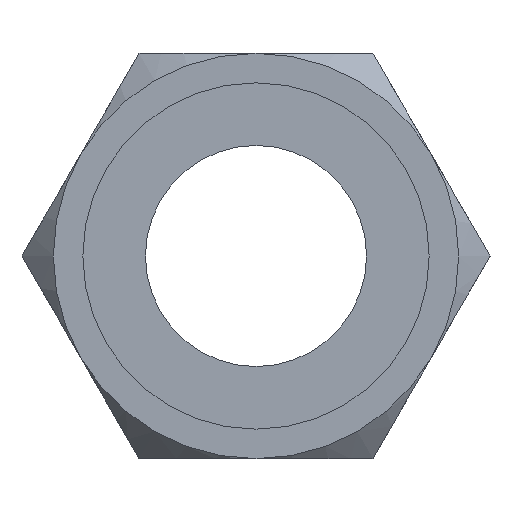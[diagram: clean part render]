
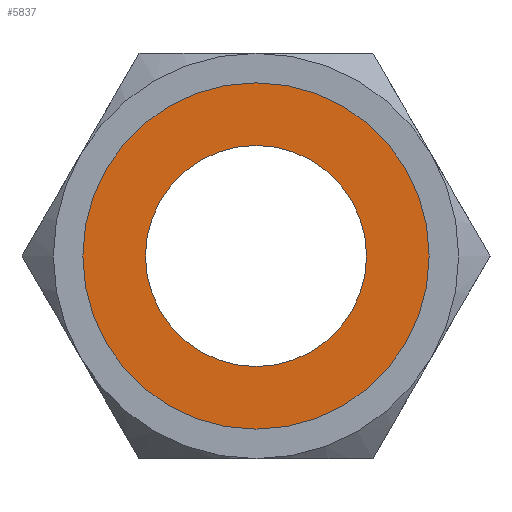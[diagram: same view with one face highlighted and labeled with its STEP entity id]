
A CAD part, left-side view. The second image highlights one B-rep face of the part: STEP entity #5837.
In plain terms, the highlighted planar face has unit normal (-1, 0, 0).
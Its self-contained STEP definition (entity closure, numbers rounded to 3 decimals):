
#20 = VERTEX_POINT ( 'NONE', #2646 ) ;
#211 = CIRCLE ( 'NONE', #4024, 4.7 ) ;
#272 = CARTESIAN_POINT ( 'NONE',  ( 0., 0., 4.7 ) ) ;
#385 = ORIENTED_EDGE ( 'NONE', *, *, #2014, .T. ) ;
#501 = CARTESIAN_POINT ( 'NONE',  ( 0., 0., 0. ) ) ;
#517 = CARTESIAN_POINT ( 'NONE',  ( 0., 0., 0. ) ) ;
#554 = CARTESIAN_POINT ( 'NONE',  ( 0., 0., 0. ) ) ;
#580 = DIRECTION ( 'NONE',  ( 0., 0., -1. ) ) ;
#589 = CIRCLE ( 'NONE', #4404, 3. ) ;
#1156 = FACE_OUTER_BOUND ( 'NONE', #4602, .T. ) ;
#1485 = DIRECTION ( 'NONE',  ( 1., 0., 0. ) ) ;
#1999 = EDGE_CURVE ( 'NONE', #20, #5808, #3053, .T. ) ;
#2014 = EDGE_CURVE ( 'NONE', #5808, #20, #589, .T. ) ;
#2121 = CARTESIAN_POINT ( 'NONE',  ( 0., 0., 0. ) ) ;
#2271 = ORIENTED_EDGE ( 'NONE', *, *, #1999, .T. ) ;
#2303 = DIRECTION ( 'NONE',  ( 0., 0., 1. ) ) ;
#2367 = DIRECTION ( 'NONE',  ( -1., 0., 0. ) ) ;
#2646 = CARTESIAN_POINT ( 'NONE',  ( 0., 0., 3. ) ) ;
#2801 = VERTEX_POINT ( 'NONE', #272 ) ;
#2850 = DIRECTION ( 'NONE',  ( 0., 0., -1. ) ) ;
#2903 = ORIENTED_EDGE ( 'NONE', *, *, #2965, .T. ) ;
#2965 = EDGE_CURVE ( 'NONE', #3424, #2801, #211, .T. ) ;
#3024 = EDGE_LOOP ( 'NONE', ( #2271, #385 ) ) ;
#3038 = PLANE ( 'NONE',  #4817 ) ;
#3053 = CIRCLE ( 'NONE', #5701, 3. ) ;
#3066 = CARTESIAN_POINT ( 'NONE',  ( 0., 0., -4.7 ) ) ;
#3103 = ORIENTED_EDGE ( 'NONE', *, *, #5600, .T. ) ;
#3379 = DIRECTION ( 'NONE',  ( 0., 0., 1. ) ) ;
#3424 = VERTEX_POINT ( 'NONE', #3066 ) ;
#3774 = DIRECTION ( 'NONE',  ( -1., 0., 0. ) ) ;
#4024 = AXIS2_PLACEMENT_3D ( 'NONE', #501, #2367, #2303 ) ;
#4404 = AXIS2_PLACEMENT_3D ( 'NONE', #5241, #4711, #580 ) ;
#4602 = EDGE_LOOP ( 'NONE', ( #3103, #2903 ) ) ;
#4711 = DIRECTION ( 'NONE',  ( 1., 0., 0. ) ) ;
#4817 = AXIS2_PLACEMENT_3D ( 'NONE', #2121, #5874, #5405 ) ;
#4927 = AXIS2_PLACEMENT_3D ( 'NONE', #554, #3774, #3379 ) ;
#5241 = CARTESIAN_POINT ( 'NONE',  ( 0., 0., 0. ) ) ;
#5405 = DIRECTION ( 'NONE',  ( 0., 0., -1. ) ) ;
#5438 = CARTESIAN_POINT ( 'NONE',  ( 0., 0., -3. ) ) ;
#5600 = EDGE_CURVE ( 'NONE', #2801, #3424, #5816, .T. ) ;
#5701 = AXIS2_PLACEMENT_3D ( 'NONE', #517, #1485, #2850 ) ;
#5808 = VERTEX_POINT ( 'NONE', #5438 ) ;
#5816 = CIRCLE ( 'NONE', #4927, 4.7 ) ;
#5837 = ADVANCED_FACE ( 'NONE', ( #5846, #1156 ), #3038, .F. ) ;
#5846 = FACE_BOUND ( 'NONE', #3024, .T. ) ;
#5874 = DIRECTION ( 'NONE',  ( 1., 0., 0. ) ) ;
